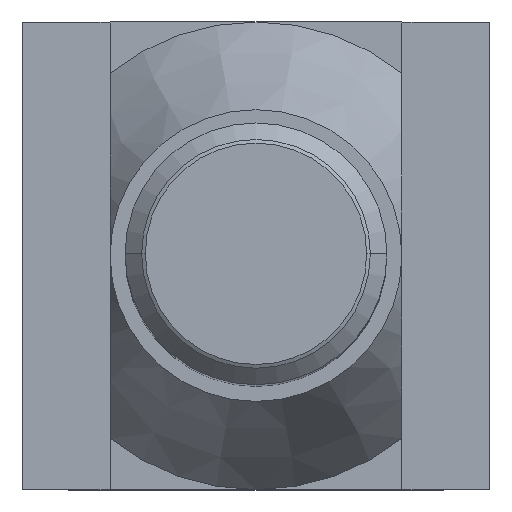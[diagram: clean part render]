
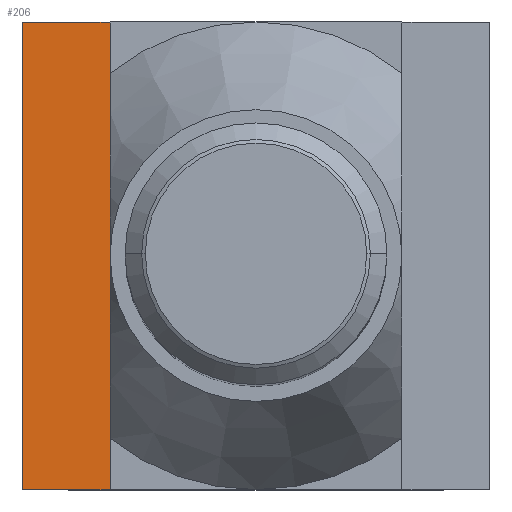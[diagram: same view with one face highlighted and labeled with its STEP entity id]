
A CAD part, top view. The second image highlights one B-rep face of the part: STEP entity #206.
In plain terms, the highlighted planar face has unit normal (0, 0, 1).
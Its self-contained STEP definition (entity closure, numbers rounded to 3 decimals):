
#190=EDGE_CURVE('',#286,#220,#449,.T.);
#200=EDGE_CURVE('',#286,#346,#460,.T.);
#204=EDGE_CURVE('',#280,#220,#464,.T.);
#206=ADVANCED_FACE('',(#466),#467,.T.);
#220=VERTEX_POINT('',#483);
#226=EDGE_CURVE('',#346,#280,#489,.T.);
#280=VERTEX_POINT('',#548);
#286=VERTEX_POINT('',#554);
#346=VERTEX_POINT('',#625);
#449=LINE('',#747,#748);
#460=LINE('',#761,#762);
#464=LINE('',#769,#770);
#466=FACE_OUTER_BOUND('',#772,.T.);
#467=PLANE('',#773);
#483=CARTESIAN_POINT('',(-7.8,-12.5,0.0));
#489=LINE('',#804,#805);
#548=CARTESIAN_POINT('',(-12.5,-12.5,0.0));
#554=CARTESIAN_POINT('',(-7.8,12.5,0.0));
#625=CARTESIAN_POINT('',(-12.5,12.5,0.0));
#747=CARTESIAN_POINT('',(-7.8,0.,0.0));
#748=VECTOR('',#1114,1.0);
#761=CARTESIAN_POINT('',(-7.8,12.5,0.0));
#762=VECTOR('',#1123,1.0);
#769=CARTESIAN_POINT('',(-7.8,-12.5,0.0));
#770=VECTOR('',#1125,1.0);
#772=EDGE_LOOP('',(#1127,#1128,#1129,#1130));
#773=AXIS2_PLACEMENT_3D('',#1131,#1132,#1133);
#804=CARTESIAN_POINT('',(-12.5,0.,0.0));
#805=VECTOR('',#1156,1.0);
#1114=DIRECTION('',(0.0,-1.0,0.));
#1123=DIRECTION('',(-1.0,0.0,0.0));
#1125=DIRECTION('',(1.0,0.0,0.0));
#1127=ORIENTED_EDGE('',*,*,#204,.T.);
#1128=ORIENTED_EDGE('',*,*,#190,.F.);
#1129=ORIENTED_EDGE('',*,*,#200,.T.);
#1130=ORIENTED_EDGE('',*,*,#226,.T.);
#1131=CARTESIAN_POINT('',(-12.5,0.,0.0));
#1132=DIRECTION('',(0.0,0.,1.0));
#1133=DIRECTION('',(0.0,-1.0,0.));
#1156=DIRECTION('',(0.0,-1.0,0.));
